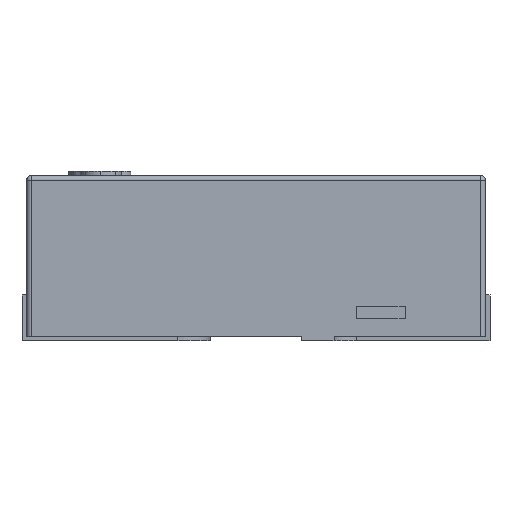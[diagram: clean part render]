
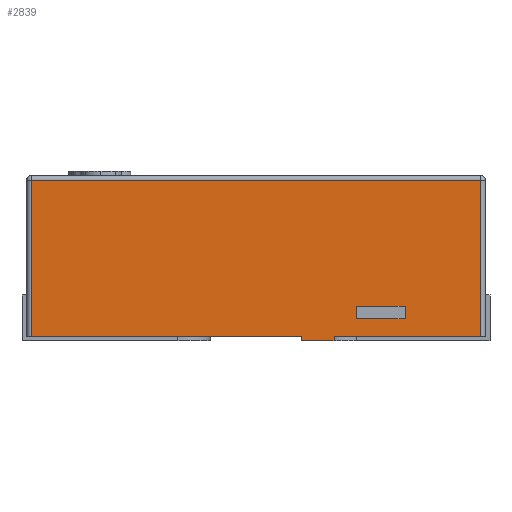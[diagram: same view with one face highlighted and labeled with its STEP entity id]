
A CAD part, left-side view. The second image highlights one B-rep face of the part: STEP entity #2839.
In plain terms, the highlighted planar face has unit normal (-1, 0, 0).
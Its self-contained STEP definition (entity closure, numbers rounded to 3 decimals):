
#80 = VECTOR ( 'NONE', #649, 1000. ) ;
#107 = VECTOR ( 'NONE', #17986, 1000. ) ;
#146 = VERTEX_POINT ( 'NONE', #2904 ) ;
#449 = EDGE_LOOP ( 'NONE', ( #11619, #12627, #4171, #16711, #7631, #4330, #801, #12833 ) ) ;
#491 = VECTOR ( 'NONE', #2870, 1000. ) ;
#649 = DIRECTION ( 'NONE',  ( 0., 1., 0. ) ) ;
#752 = DIRECTION ( 'NONE',  ( 1., 0., 0. ) ) ;
#801 = ORIENTED_EDGE ( 'NONE', *, *, #11405, .T. ) ;
#988 = LINE ( 'NONE', #6557, #6638 ) ;
#1319 = VERTEX_POINT ( 'NONE', #2466 ) ;
#1389 = CARTESIAN_POINT ( 'NONE',  ( -0.5, -0.49, 0.35 ) ) ;
#1407 = EDGE_CURVE ( 'NONE', #1319, #3519, #988, .T. ) ;
#1472 = DIRECTION ( 'NONE',  ( 0., -1., 0. ) ) ;
#1772 = CARTESIAN_POINT ( 'NONE',  ( -0.5, -0.325, 0.065 ) ) ;
#2381 = EDGE_CURVE ( 'NONE', #16661, #15488, #9177, .T. ) ;
#2466 = CARTESIAN_POINT ( 'NONE',  ( -0.5, -0.49, 0.34 ) ) ;
#2556 = ORIENTED_EDGE ( 'NONE', *, *, #14479, .F. ) ;
#2676 = LINE ( 'NONE', #1389, #491 ) ;
#2839 = ADVANCED_FACE ( 'NONE', ( #15712, #8943 ), #13060, .F. ) ;
#2870 = DIRECTION ( 'NONE',  ( 0., 0., 1. ) ) ;
#2904 = CARTESIAN_POINT ( 'NONE',  ( -0.5, 0.49, 0. ) ) ;
#2952 = EDGE_CURVE ( 'NONE', #10349, #6907, #16545, .T. ) ;
#3519 = VERTEX_POINT ( 'NONE', #5427 ) ;
#3966 = CARTESIAN_POINT ( 'NONE',  ( -0.5, -0.1, -0.01 ) ) ;
#4171 = ORIENTED_EDGE ( 'NONE', *, *, #9882, .T. ) ;
#4330 = ORIENTED_EDGE ( 'NONE', *, *, #5914, .T. ) ;
#4777 = DIRECTION ( 'NONE',  ( 0., 1., 0. ) ) ;
#5136 = VECTOR ( 'NONE', #16936, 1000. ) ;
#5289 = LINE ( 'NONE', #9194, #12527 ) ;
#5427 = CARTESIAN_POINT ( 'NONE',  ( -0.5, 0.49, 0.34 ) ) ;
#5763 = DIRECTION ( 'NONE',  ( 0., 0., -1. ) ) ;
#5883 = CARTESIAN_POINT ( 'NONE',  ( -0.5, -0.17, -0.01 ) ) ;
#5914 = EDGE_CURVE ( 'NONE', #13462, #15672, #17535, .T. ) ;
#5976 = EDGE_CURVE ( 'NONE', #10325, #1319, #2676, .T. ) ;
#5986 = DIRECTION ( 'NONE',  ( 0., 0., 1. ) ) ;
#6007 = CARTESIAN_POINT ( 'NONE',  ( -0.5, 0.49, 0.35 ) ) ;
#6145 = EDGE_CURVE ( 'NONE', #13462, #10349, #9203, .T. ) ;
#6315 = CARTESIAN_POINT ( 'NONE',  ( -0.5, -0.1, -0.01 ) ) ;
#6476 = CARTESIAN_POINT ( 'NONE',  ( -0.5, -0.1, -0.01 ) ) ;
#6557 = CARTESIAN_POINT ( 'NONE',  ( -0.5, 0.5, 0.34 ) ) ;
#6631 = CARTESIAN_POINT ( 'NONE',  ( -0.5, -0.325, 0.038 ) ) ;
#6638 = VECTOR ( 'NONE', #9361, 1000. ) ;
#6907 = VERTEX_POINT ( 'NONE', #9746 ) ;
#7351 = LINE ( 'NONE', #6007, #8875 ) ;
#7631 = ORIENTED_EDGE ( 'NONE', *, *, #6145, .F. ) ;
#7673 = CARTESIAN_POINT ( 'NONE',  ( -0.5, -0.49, 0. ) ) ;
#8078 = CARTESIAN_POINT ( 'NONE',  ( -0.5, -0.325, 0.065 ) ) ;
#8293 = VECTOR ( 'NONE', #5986, 1000. ) ;
#8401 = LINE ( 'NONE', #13955, #16721 ) ;
#8660 = VERTEX_POINT ( 'NONE', #8078 ) ;
#8875 = VECTOR ( 'NONE', #10163, 1000. ) ;
#8943 = FACE_BOUND ( 'NONE', #12483, .T. ) ;
#9177 = LINE ( 'NONE', #13372, #9571 ) ;
#9194 = CARTESIAN_POINT ( 'NONE',  ( -0.5, 0.5, 0. ) ) ;
#9203 = LINE ( 'NONE', #6476, #5136 ) ;
#9361 = DIRECTION ( 'NONE',  ( 0., 1., 0. ) ) ;
#9369 = DIRECTION ( 'NONE',  ( 0., -1., 0. ) ) ;
#9571 = VECTOR ( 'NONE', #13104, 1000. ) ;
#9746 = CARTESIAN_POINT ( 'NONE',  ( -0.5, -0.1, 0. ) ) ;
#9882 = EDGE_CURVE ( 'NONE', #146, #6907, #5289, .T. ) ;
#10077 = VECTOR ( 'NONE', #13338, 1000. ) ;
#10163 = DIRECTION ( 'NONE',  ( 0., 0., -1. ) ) ;
#10325 = VERTEX_POINT ( 'NONE', #7673 ) ;
#10349 = VERTEX_POINT ( 'NONE', #6315 ) ;
#10386 = CARTESIAN_POINT ( 'NONE',  ( -0.5, 0.5, 0.35 ) ) ;
#11199 = CARTESIAN_POINT ( 'NONE',  ( -0.5, -0.22, 0.065 ) ) ;
#11360 = ORIENTED_EDGE ( 'NONE', *, *, #14655, .F. ) ;
#11405 = EDGE_CURVE ( 'NONE', #15672, #10325, #8401, .T. ) ;
#11619 = ORIENTED_EDGE ( 'NONE', *, *, #1407, .T. ) ;
#11743 = VECTOR ( 'NONE', #5763, 1000. ) ;
#12483 = EDGE_LOOP ( 'NONE', ( #14957, #11360, #12746, #2556 ) ) ;
#12527 = VECTOR ( 'NONE', #9369, 1000. ) ;
#12578 = LINE ( 'NONE', #11199, #11743 ) ;
#12627 = ORIENTED_EDGE ( 'NONE', *, *, #15410, .T. ) ;
#12746 = ORIENTED_EDGE ( 'NONE', *, *, #12965, .F. ) ;
#12833 = ORIENTED_EDGE ( 'NONE', *, *, #5976, .T. ) ;
#12962 = LINE ( 'NONE', #17357, #80 ) ;
#12965 = EDGE_CURVE ( 'NONE', #8660, #16020, #12962, .T. ) ;
#13060 = PLANE ( 'NONE',  #14685 ) ;
#13104 = DIRECTION ( 'NONE',  ( 0., -1., 0. ) ) ;
#13338 = DIRECTION ( 'NONE',  ( 0., 0., 1. ) ) ;
#13372 = CARTESIAN_POINT ( 'NONE',  ( -0.5, -0.22, 0.038 ) ) ;
#13462 = VERTEX_POINT ( 'NONE', #5883 ) ;
#13603 = CARTESIAN_POINT ( 'NONE',  ( -0.5, -0.17, -0.01 ) ) ;
#13955 = CARTESIAN_POINT ( 'NONE',  ( -0.5, 0.5, 0. ) ) ;
#14253 = LINE ( 'NONE', #1772, #8293 ) ;
#14479 = EDGE_CURVE ( 'NONE', #15488, #8660, #14253, .T. ) ;
#14605 = CARTESIAN_POINT ( 'NONE',  ( -0.5, -0.22, 0.065 ) ) ;
#14655 = EDGE_CURVE ( 'NONE', #16020, #16661, #12578, .T. ) ;
#14685 = AXIS2_PLACEMENT_3D ( 'NONE', #10386, #752, #4777 ) ;
#14957 = ORIENTED_EDGE ( 'NONE', *, *, #2381, .F. ) ;
#15410 = EDGE_CURVE ( 'NONE', #3519, #146, #7351, .T. ) ;
#15488 = VERTEX_POINT ( 'NONE', #6631 ) ;
#15672 = VERTEX_POINT ( 'NONE', #17651 ) ;
#15712 = FACE_OUTER_BOUND ( 'NONE', #449, .T. ) ;
#16020 = VERTEX_POINT ( 'NONE', #14605 ) ;
#16169 = CARTESIAN_POINT ( 'NONE',  ( -0.5, -0.22, 0.038 ) ) ;
#16545 = LINE ( 'NONE', #3966, #107 ) ;
#16661 = VERTEX_POINT ( 'NONE', #16169 ) ;
#16711 = ORIENTED_EDGE ( 'NONE', *, *, #2952, .F. ) ;
#16721 = VECTOR ( 'NONE', #1472, 1000. ) ;
#16936 = DIRECTION ( 'NONE',  ( 0., 1., 0. ) ) ;
#17357 = CARTESIAN_POINT ( 'NONE',  ( -0.5, -0.22, 0.065 ) ) ;
#17535 = LINE ( 'NONE', #13603, #10077 ) ;
#17651 = CARTESIAN_POINT ( 'NONE',  ( -0.5, -0.17, 0. ) ) ;
#17986 = DIRECTION ( 'NONE',  ( 0., 0., 1. ) ) ;
